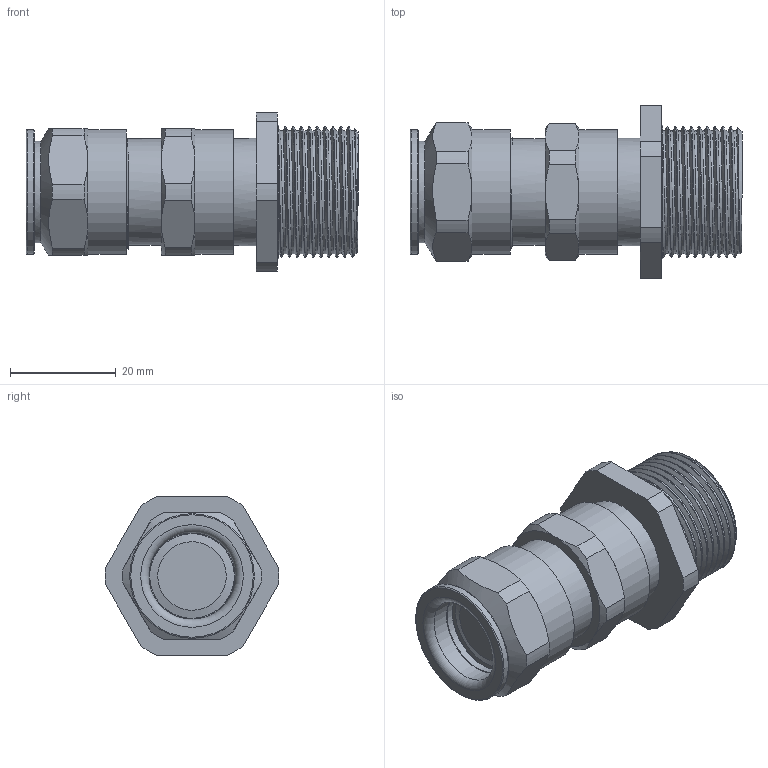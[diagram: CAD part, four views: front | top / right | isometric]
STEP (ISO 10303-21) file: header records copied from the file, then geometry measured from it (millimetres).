
FILE_DESCRIPTION(/* description */ ('ADE-4F M25x1,5'),/* implementation_level */ '2;1');
FILE_NAME(/* name */ '00846774V1-RST.stp',/* time_stamp */ '2020-03-12T12:28:28+01:00',/* author */ ('sl'),/* organization */ (''),/* preprocessor_version */ 'ST-DEVELOPER v16.5',/* originating_system */ 'Autodesk Inventor 2017',/* authorisation */ '');
FILE_SCHEMA (('AUTOMOTIVE_DESIGN { 1 0 10303 214 3 1 1 }'));
Length unit declared in the file: millimetre
Products named in the file (9): 00846774V1; 00846774V1_1; 00846774V1_2; 00846774V1_3; 00846774V1_4; 00846774V1_5; 00846774V1_6; 00846774V1_7; 00846774V1_8
Assembly tree (8 placements, depth 2):
  00846774V1
    00846774V1_1
    00846774V1_2
    00846774V1_3
    00846774V1_4
    00846774V1_5
    00846774V1_6
    00846774V1_7
    00846774V1_8
Bounding box: 62.88 x 32.86 x 30 mm (x, y, z)
Volume: 13291.9 mm3; surface area: 19378.7 mm2
Topology: 10 solids, 10 shells, 206 faces, 443 edges, 279 vertices
Faces by surface type: cylinder 80, plane 64, cone 36, torus 16, bspline 10
Full cylindrical faces by diameter (mm): 11.76 x1, 12.09 x1, 12.2 x1, 13.2 x1, 13.3 x1, 14.55 x1, 14.67 x1, 14.95 x1, 15.81 x2, 15.95 x1, 16 x1, 16.24 x1, 16.35 x1, 16.45 x1, 17.07 x1, 17.28 x1, 17.6 x1, 17.8 x1, 18.39 x1, 18.44 x1, 18.7 x1, 19.24 x1, 19.37 x1, 19.9 x1, 20.24 x2, 20.308 x3, 20.7 x2, 20.78 x1, 20.84 x7, 21 x1
Entity records: 10423 total; most frequent: CARTESIAN_POINT 6592, DIRECTION 786, ORIENTED_EDGE 614, AXIS2_PLACEMENT_3D 369, EDGE_CURVE 305, EDGE_LOOP 296, VERTEX_POINT 231, FACE_OUTER_BOUND 187
